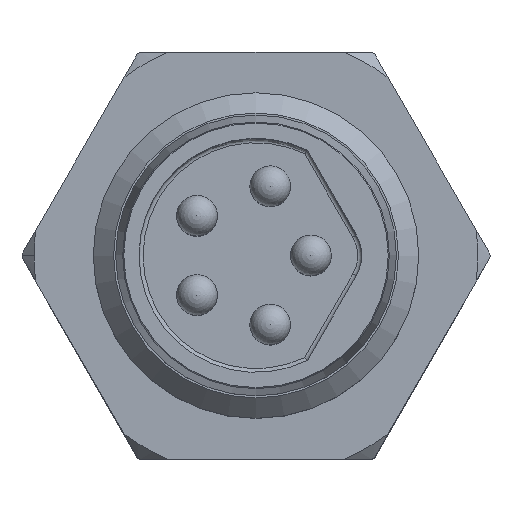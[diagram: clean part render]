
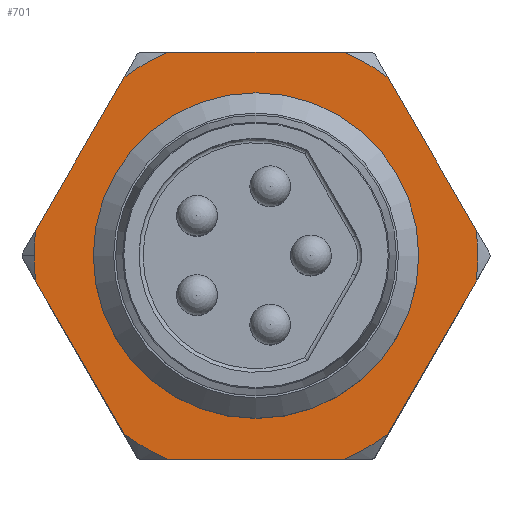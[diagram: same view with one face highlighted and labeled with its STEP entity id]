
A CAD part, top view. The second image highlights one B-rep face of the part: STEP entity #701.
In plain terms, the highlighted planar face has unit normal (0, 0, 1).
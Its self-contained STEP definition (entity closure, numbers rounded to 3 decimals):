
#507=LINE('',#2802,#589);
#508=LINE('',#2807,#590);
#509=LINE('',#2811,#591);
#510=LINE('',#2815,#592);
#511=LINE('',#2821,#593);
#512=LINE('',#2825,#594);
#589=VECTOR('',#2286,1.);
#590=VECTOR('',#2289,1.);
#591=VECTOR('',#2292,1.);
#592=VECTOR('',#2295,1.);
#593=VECTOR('',#2300,1.);
#594=VECTOR('',#2303,1.);
#701=ADVANCED_FACE('',(#843,#844),#799,.T.);
#799=PLANE('',#2026);
#843=FACE_BOUND('',#936,.T.);
#844=FACE_BOUND('',#937,.T.);
#936=EDGE_LOOP('',(#1127));
#937=EDGE_LOOP('',(#1128,#1129,#1130,#1131,#1132,#1133,#1134,#1135,#1136,
#1137,#1138,#1139,#1140));
#1127=ORIENTED_EDGE('',*,*,#1707,.F.);
#1128=ORIENTED_EDGE('',*,*,#1708,.T.);
#1129=ORIENTED_EDGE('',*,*,#1709,.T.);
#1130=ORIENTED_EDGE('',*,*,#1710,.T.);
#1131=ORIENTED_EDGE('',*,*,#1711,.T.);
#1132=ORIENTED_EDGE('',*,*,#1712,.T.);
#1133=ORIENTED_EDGE('',*,*,#1713,.T.);
#1134=ORIENTED_EDGE('',*,*,#1714,.T.);
#1135=ORIENTED_EDGE('',*,*,#1715,.T.);
#1136=ORIENTED_EDGE('',*,*,#1716,.T.);
#1137=ORIENTED_EDGE('',*,*,#1717,.T.);
#1138=ORIENTED_EDGE('',*,*,#1718,.T.);
#1139=ORIENTED_EDGE('',*,*,#1719,.T.);
#1140=ORIENTED_EDGE('',*,*,#1720,.T.);
#1546=VERTEX_POINT('',#2801);
#1547=VERTEX_POINT('',#2803);
#1548=VERTEX_POINT('',#2804);
#1549=VERTEX_POINT('',#2806);
#1550=VERTEX_POINT('',#2808);
#1551=VERTEX_POINT('',#2810);
#1552=VERTEX_POINT('',#2812);
#1553=VERTEX_POINT('',#2814);
#1554=VERTEX_POINT('',#2816);
#1555=VERTEX_POINT('',#2818);
#1556=VERTEX_POINT('',#2820);
#1557=VERTEX_POINT('',#2822);
#1558=VERTEX_POINT('',#2824);
#1559=VERTEX_POINT('',#2826);
#1707=EDGE_CURVE('',#1546,#1546,#1902,.T.);
#1708=EDGE_CURVE('',#1547,#1548,#507,.T.);
#1709=EDGE_CURVE('',#1548,#1549,#1903,.T.);
#1710=EDGE_CURVE('',#1549,#1550,#508,.T.);
#1711=EDGE_CURVE('',#1550,#1551,#1904,.T.);
#1712=EDGE_CURVE('',#1551,#1552,#509,.T.);
#1713=EDGE_CURVE('',#1552,#1553,#1905,.T.);
#1714=EDGE_CURVE('',#1553,#1554,#510,.T.);
#1715=EDGE_CURVE('',#1554,#1555,#1906,.T.);
#1716=EDGE_CURVE('',#1555,#1556,#1907,.T.);
#1717=EDGE_CURVE('',#1556,#1557,#511,.T.);
#1718=EDGE_CURVE('',#1557,#1558,#1908,.T.);
#1719=EDGE_CURVE('',#1558,#1559,#512,.T.);
#1720=EDGE_CURVE('',#1559,#1547,#1909,.T.);
#1902=CIRCLE('',#2018,4.);
#1903=CIRCLE('',#2019,5.45);
#1904=CIRCLE('',#2020,5.45);
#1905=CIRCLE('',#2021,5.45);
#1906=CIRCLE('',#2022,5.45);
#1907=CIRCLE('',#2023,5.45);
#1908=CIRCLE('',#2024,5.45);
#1909=CIRCLE('',#2025,5.45);
#2018=AXIS2_PLACEMENT_3D('',#2800,#2284,#2285);
#2019=AXIS2_PLACEMENT_3D('',#2805,#2287,#2288);
#2020=AXIS2_PLACEMENT_3D('',#2809,#2290,#2291);
#2021=AXIS2_PLACEMENT_3D('',#2813,#2293,#2294);
#2022=AXIS2_PLACEMENT_3D('',#2817,#2296,#2297);
#2023=AXIS2_PLACEMENT_3D('',#2819,#2298,#2299);
#2024=AXIS2_PLACEMENT_3D('',#2823,#2301,#2302);
#2025=AXIS2_PLACEMENT_3D('',#2827,#2304,#2305);
#2026=AXIS2_PLACEMENT_3D('',#2828,#2306,#2307);
#2284=DIRECTION('',(0.,0.,1.));
#2285=DIRECTION('',(1.,0.,0.));
#2286=DIRECTION('',(0.5,0.866,0.));
#2287=DIRECTION('',(0.,0.,1.));
#2288=DIRECTION('',(1.,0.,0.));
#2289=DIRECTION('',(-0.5,0.866,0.));
#2290=DIRECTION('',(0.,0.,1.));
#2291=DIRECTION('',(1.,0.,0.));
#2292=DIRECTION('',(-1.,0.,0.));
#2293=DIRECTION('',(0.,0.,1.));
#2294=DIRECTION('',(1.,0.,0.));
#2295=DIRECTION('',(-0.5,-0.866,0.));
#2296=DIRECTION('',(0.,0.,1.));
#2297=DIRECTION('',(1.,0.,0.));
#2298=DIRECTION('',(0.,0.,1.));
#2299=DIRECTION('',(1.,0.,0.));
#2300=DIRECTION('',(0.5,-0.866,0.));
#2301=DIRECTION('',(0.,0.,1.));
#2302=DIRECTION('',(1.,0.,0.));
#2303=DIRECTION('',(1.,0.,0.));
#2304=DIRECTION('',(0.,0.,1.));
#2305=DIRECTION('',(1.,0.,0.));
#2306=DIRECTION('',(0.,0.,1.));
#2307=DIRECTION('',(1.,0.,0.));
#2800=CARTESIAN_POINT('',(-230.,10.,1.5));
#2801=CARTESIAN_POINT('',(-234.,10.,1.5));
#2802=CARTESIAN_POINT('',(-225.67,7.5,1.5));
#2803=CARTESIAN_POINT('',(-226.754,5.622,1.5));
#2804=CARTESIAN_POINT('',(-224.586,9.378,1.5));
#2805=CARTESIAN_POINT('',(-230.,10.,1.5));
#2806=CARTESIAN_POINT('',(-224.586,10.622,1.5));
#2807=CARTESIAN_POINT('',(-225.67,12.5,1.5));
#2808=CARTESIAN_POINT('',(-226.754,14.378,1.5));
#2809=CARTESIAN_POINT('',(-230.,10.,1.5));
#2810=CARTESIAN_POINT('',(-227.831,15.,1.5));
#2811=CARTESIAN_POINT('',(-230.,15.,1.5));
#2812=CARTESIAN_POINT('',(-232.169,15.,1.5));
#2813=CARTESIAN_POINT('',(-230.,10.,1.5));
#2814=CARTESIAN_POINT('',(-233.246,14.378,1.5));
#2815=CARTESIAN_POINT('',(-234.33,12.5,1.5));
#2816=CARTESIAN_POINT('',(-235.414,10.622,1.5));
#2817=CARTESIAN_POINT('',(-230.,10.,1.5));
#2818=CARTESIAN_POINT('',(-235.45,10.,1.5));
#2819=CARTESIAN_POINT('',(-230.,10.,1.5));
#2820=CARTESIAN_POINT('',(-235.414,9.378,1.5));
#2821=CARTESIAN_POINT('',(-234.33,7.5,1.5));
#2822=CARTESIAN_POINT('',(-233.246,5.622,1.5));
#2823=CARTESIAN_POINT('',(-230.,10.,1.5));
#2824=CARTESIAN_POINT('',(-232.169,5.,1.5));
#2825=CARTESIAN_POINT('',(-230.,5.,1.5));
#2826=CARTESIAN_POINT('',(-227.831,5.,1.5));
#2827=CARTESIAN_POINT('',(-230.,10.,1.5));
#2828=CARTESIAN_POINT('',(-230.,10.,1.5));
